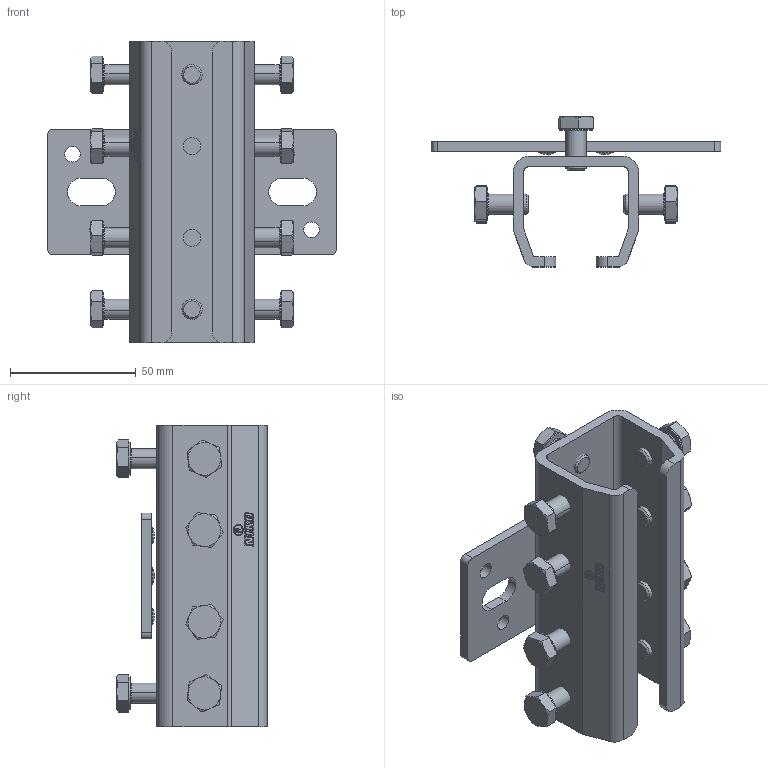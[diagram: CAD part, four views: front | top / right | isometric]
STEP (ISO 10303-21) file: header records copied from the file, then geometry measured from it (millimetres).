
FILE_DESCRIPTION (( 'STEP AP203' ), '1' );
FILE_NAME ('23.B30 assy ikl.STEP', '2018-03-19T10:34:53', ( '' ), ( '' ), 'SwSTEP 2.0', 'SolidWorks 2017', '' );
FILE_SCHEMA (( 'CONFIG_CONTROL_DESIGN' ));
Length unit declared in the file: millimetre
Products named in the file (3): 1.23.B30; Bolts of 23.B30; 23.B30 assy ikl
Assembly tree (2 placements, depth 2):
  23.B30 assy ikl
    1.23.B30
    Bolts of 23.B30
Bounding box: 115 x 59.82 x 120 mm (x, y, z)
Volume: 103550 mm3; surface area: 58261.3 mm2
Topology: 12 solids, 12 shells, 540 faces, 1275 edges, 789 vertices
Faces by surface type: plane 277, cylinder 140, cone 86, torus 26, sphere 6, bspline 5
Entity records: 16515 total; most frequent: CARTESIAN_POINT 3635, DIRECTION 2699, ORIENTED_EDGE 2550, EDGE_CURVE 1275, AXIS2_PLACEMENT_3D 1016, VERTEX_POINT 789, VECTOR 667, LINE 667
